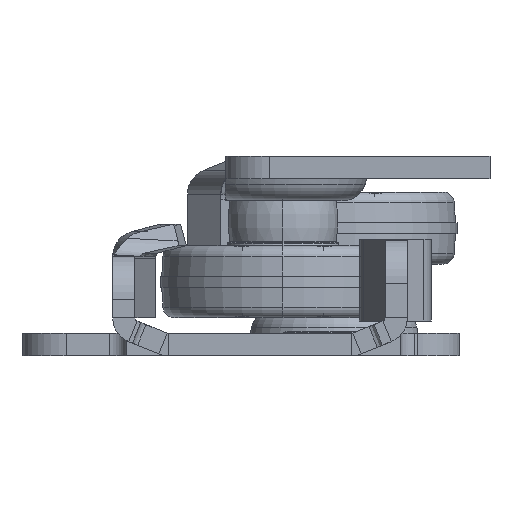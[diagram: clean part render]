
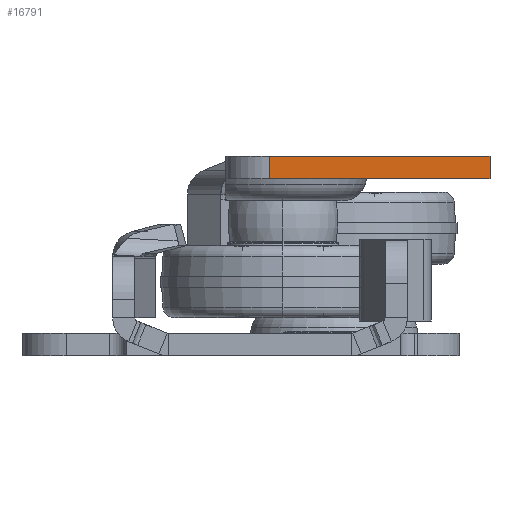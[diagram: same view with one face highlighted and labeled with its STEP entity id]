
A CAD part, left-side view. The second image highlights one B-rep face of the part: STEP entity #16791.
In plain terms, the highlighted planar face has unit normal (-1, 0, 0).
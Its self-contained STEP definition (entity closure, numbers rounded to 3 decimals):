
#526 = DIRECTION ( 'NONE',  ( 0., 0., 1. ) ) ;
#1892 = VERTEX_POINT ( 'NONE', #8547 ) ;
#1983 = EDGE_CURVE ( 'NONE', #16449, #9520, #15485, .T. ) ;
#1985 = DIRECTION ( 'NONE',  ( 0., -1., 0. ) ) ;
#3216 = ORIENTED_EDGE ( 'NONE', *, *, #1983, .T. ) ;
#3497 = LINE ( 'NONE', #9844, #9827 ) ;
#3607 = LINE ( 'NONE', #16904, #12221 ) ;
#3710 = DIRECTION ( 'NONE',  ( -1., 0., 0. ) ) ;
#4560 = EDGE_CURVE ( 'NONE', #9520, #11536, #12856, .T. ) ;
#4995 = DIRECTION ( 'NONE',  ( 0., -1., 0. ) ) ;
#6648 = EDGE_CURVE ( 'NONE', #11536, #1892, #3497, .T. ) ;
#7019 = VECTOR ( 'NONE', #1985, 1000. ) ;
#7085 = ORIENTED_EDGE ( 'NONE', *, *, #6648, .T. ) ;
#7729 = DIRECTION ( 'NONE',  ( 0., 0., 1. ) ) ;
#7827 = CARTESIAN_POINT ( 'NONE',  ( 0., 8.15, 0. ) ) ;
#7832 = CARTESIAN_POINT ( 'NONE',  ( 0., 8.15, -2. ) ) ;
#8048 = ORIENTED_EDGE ( 'NONE', *, *, #14342, .F. ) ;
#8273 = CARTESIAN_POINT ( 'NONE',  ( 0., -11.75, -2. ) ) ;
#8547 = CARTESIAN_POINT ( 'NONE',  ( 0., -11.75, 0. ) ) ;
#9520 = VERTEX_POINT ( 'NONE', #7832 ) ;
#9827 = VECTOR ( 'NONE', #526, 1000. ) ;
#9844 = CARTESIAN_POINT ( 'NONE',  ( 0., -11.75, -2. ) ) ;
#10332 = PLANE ( 'NONE',  #16025 ) ;
#10812 = FACE_OUTER_BOUND ( 'NONE', #15010, .T. ) ;
#11400 = CARTESIAN_POINT ( 'NONE',  ( 0., 8.15, 0. ) ) ;
#11536 = VERTEX_POINT ( 'NONE', #8273 ) ;
#12221 = VECTOR ( 'NONE', #4995, 1000. ) ;
#12856 = LINE ( 'NONE', #14158, #7019 ) ;
#13607 = VECTOR ( 'NONE', #16525, 1000. ) ;
#14158 = CARTESIAN_POINT ( 'NONE',  ( 0., -11.75, -2. ) ) ;
#14342 = EDGE_CURVE ( 'NONE', #16449, #1892, #3607, .T. ) ;
#15010 = EDGE_LOOP ( 'NONE', ( #8048, #3216, #16753, #7085 ) ) ;
#15485 = LINE ( 'NONE', #11400, #13607 ) ;
#15615 = CARTESIAN_POINT ( 'NONE',  ( 0., -11.75, -2. ) ) ;
#16025 = AXIS2_PLACEMENT_3D ( 'NONE', #15615, #3710, #7729 ) ;
#16449 = VERTEX_POINT ( 'NONE', #7827 ) ;
#16525 = DIRECTION ( 'NONE',  ( 0., 0., -1. ) ) ;
#16753 = ORIENTED_EDGE ( 'NONE', *, *, #4560, .T. ) ;
#16791 = ADVANCED_FACE ( 'NONE', ( #10812 ), #10332, .T. ) ;
#16904 = CARTESIAN_POINT ( 'NONE',  ( 0., -11.75, 0. ) ) ;
